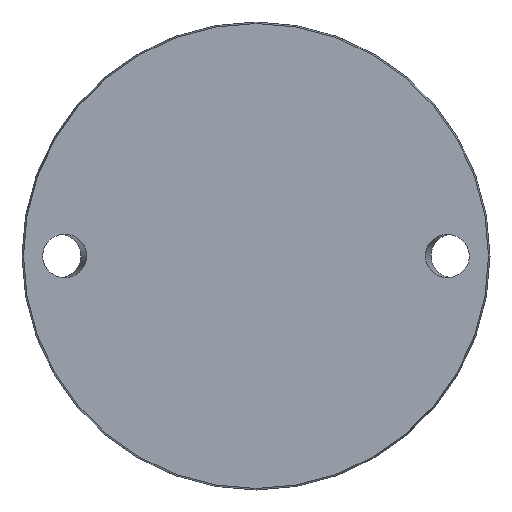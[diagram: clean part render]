
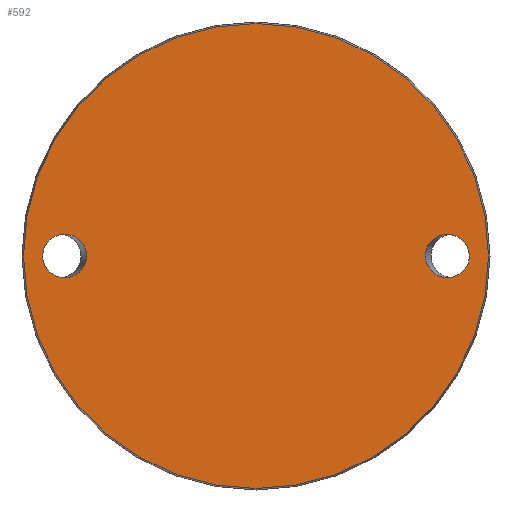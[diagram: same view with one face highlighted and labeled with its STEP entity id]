
A CAD part, front view. The second image highlights one B-rep face of the part: STEP entity #592.
In plain terms, the highlighted planar face has unit normal (0, -1, 0).
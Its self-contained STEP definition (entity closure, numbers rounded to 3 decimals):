
#35 = ORIENTED_EDGE ( 'NONE', *, *, #414, .T. ) ;
#37 = CARTESIAN_POINT ( 'NONE',  ( 81.115, 0., 0. ) ) ;
#61 = DIRECTION ( 'NONE',  ( 0., 1., 0. ) ) ;
#100 =( BOUNDED_CURVE ( )  B_SPLINE_CURVE ( 3, ( #156, #315, #464, #620, #856, #320, #546 ),
 .UNSPECIFIED., .T., .T. ) 
 B_SPLINE_CURVE_WITH_KNOTS ( ( 4, 3, 4 ),
 ( 0., 3.142, 6.283 ),
 .UNSPECIFIED. ) 
 CURVE ( )  GEOMETRIC_REPRESENTATION_ITEM ( )  RATIONAL_B_SPLINE_CURVE ( ( 1., 0.333, 0.333, 1., 0.333, 0.333, 1. ) ) 
 REPRESENTATION_ITEM ( '' )  );
#103 = CARTESIAN_POINT ( 'NONE',  ( 64.385, 0., 0. ) ) ;
#132 = PLANE ( 'NONE',  #552 ) ;
#156 = CARTESIAN_POINT ( 'NONE',  ( -81.115, 0., 0. ) ) ;
#200 = ORIENTED_EDGE ( 'NONE', *, *, #452, .F. ) ;
#279 = CARTESIAN_POINT ( 'NONE',  ( 64.385, 0., 16.5 ) ) ;
#284 = FACE_BOUND ( 'NONE', #805, .T. ) ;
#297 = DIRECTION ( 'NONE',  ( 0., -1., 0. ) ) ;
#313 = DIRECTION ( 'NONE',  ( 0., 0., -1. ) ) ;
#315 = CARTESIAN_POINT ( 'NONE',  ( -81.115, 0., 16.5 ) ) ;
#320 = CARTESIAN_POINT ( 'NONE',  ( -81.115, 0., -16.5 ) ) ;
#358 = CARTESIAN_POINT ( 'NONE',  ( 81.115, 0., 16.5 ) ) ;
#362 = DIRECTION ( 'NONE',  ( 0., 0., 1. ) ) ;
#381 = CARTESIAN_POINT ( 'NONE',  ( 0., 0., 0. ) ) ;
#414 = EDGE_CURVE ( 'NONE', #534, #534, #100, .T. ) ;
#423 = CARTESIAN_POINT ( 'NONE',  ( 0., 0., -88.425 ) ) ;
#442 = CARTESIAN_POINT ( 'NONE',  ( -88.425, 0., 0. ) ) ;
#452 = EDGE_CURVE ( 'NONE', #463, #463, #728, .T. ) ;
#463 = VERTEX_POINT ( 'NONE', #624 ) ;
#464 = CARTESIAN_POINT ( 'NONE',  ( -64.385, 0., 16.5 ) ) ;
#487 = CARTESIAN_POINT ( 'NONE',  ( 64.385, 0., 0. ) ) ;
#521 = EDGE_LOOP ( 'NONE', ( #200 ) ) ;
#534 = VERTEX_POINT ( 'NONE', #844 ) ;
#546 = CARTESIAN_POINT ( 'NONE',  ( -81.115, 0., 0. ) ) ;
#552 = AXIS2_PLACEMENT_3D ( 'NONE', #442, #61, #362 ) ;
#571 = CARTESIAN_POINT ( 'NONE',  ( 64.385, 0., -16.5 ) ) ;
#590 = FACE_BOUND ( 'NONE', #521, .T. ) ;
#592 = ADVANCED_FACE ( 'NONE', ( #284, #590, #900 ), #132, .F. ) ;
#600 = EDGE_LOOP ( 'NONE', ( #775 ) ) ;
#620 = CARTESIAN_POINT ( 'NONE',  ( -64.385, 0., 0. ) ) ;
#624 = CARTESIAN_POINT ( 'NONE',  ( 64.385, 0., 0. ) ) ;
#629 = VERTEX_POINT ( 'NONE', #423 ) ;
#679 = CIRCLE ( 'NONE', #923, 88.425 ) ;
#728 =( BOUNDED_CURVE ( )  B_SPLINE_CURVE ( 3, ( #487, #571, #977, #37, #358, #279, #103 ),
 .UNSPECIFIED., .T., .T. ) 
 B_SPLINE_CURVE_WITH_KNOTS ( ( 4, 3, 4 ),
 ( 0., 3.142, 6.283 ),
 .UNSPECIFIED. ) 
 CURVE ( )  GEOMETRIC_REPRESENTATION_ITEM ( )  RATIONAL_B_SPLINE_CURVE ( ( 1., 0.333, 0.333, 1., 0.333, 0.333, 1. ) ) 
 REPRESENTATION_ITEM ( '' )  );
#775 = ORIENTED_EDGE ( 'NONE', *, *, #934, .T. ) ;
#805 = EDGE_LOOP ( 'NONE', ( #35 ) ) ;
#844 = CARTESIAN_POINT ( 'NONE',  ( -81.115, 0., 0. ) ) ;
#856 = CARTESIAN_POINT ( 'NONE',  ( -64.385, 0., -16.5 ) ) ;
#900 = FACE_OUTER_BOUND ( 'NONE', #600, .T. ) ;
#923 = AXIS2_PLACEMENT_3D ( 'NONE', #381, #297, #313 ) ;
#934 = EDGE_CURVE ( 'NONE', #629, #629, #679, .T. ) ;
#977 = CARTESIAN_POINT ( 'NONE',  ( 81.115, 0., -16.5 ) ) ;
